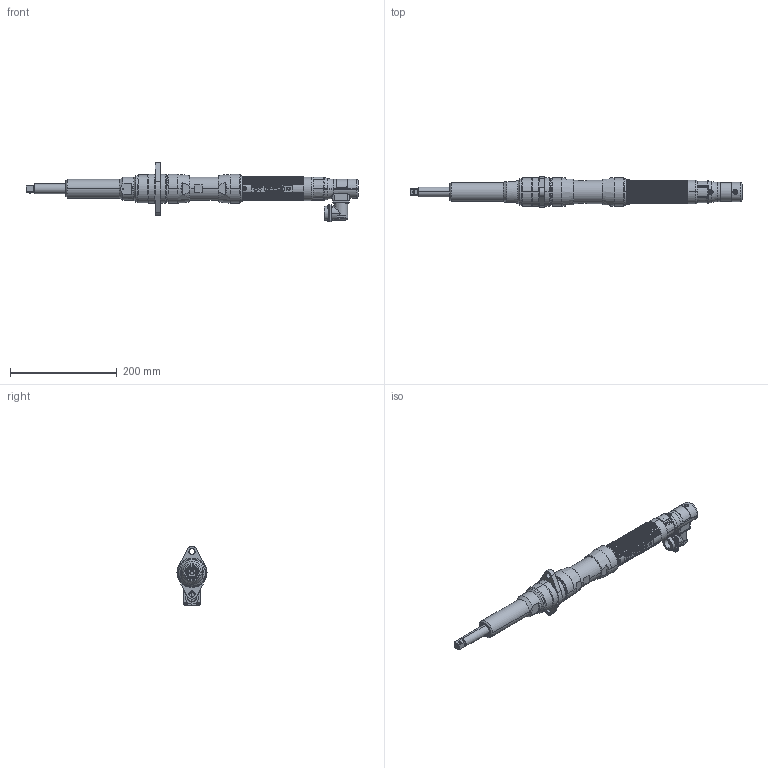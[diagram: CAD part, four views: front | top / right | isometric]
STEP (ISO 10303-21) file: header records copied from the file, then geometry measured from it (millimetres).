
FILE_DESCRIPTION((''),'2;1');
FILE_NAME('EB34MB1F2-75','2018-10-18T13:25:09',('CEG0317'),(''),'CREO PARAMETRIC BY PTC INC, 2017380','CREO PARAMETRIC BY PTC INC, 2017380','');
FILE_SCHEMA(('CONFIG_CONTROL_DESIGN'));
Length unit declared in the file: inch
Products named in the file (1): EB34MB1F2-75
Bounding box: 620.96 x 56.39 x 110.39 mm (x, y, z)
Surface area: 150568.7 mm2 (no closed solid volume)
Topology: 0 solids, 144 shells, 613 faces, 3505 edges, 2988 vertices
Faces by surface type: cylinder 275, plane 177, bspline 65, cone 49, torus 45, extrusion 2
Entity records: 46862 total; most frequent: CARTESIAN_POINT 21405, DIRECTION 4886, ORIENTED_EDGE 4362, EDGE_CURVE 3505, VERTEX_POINT 2988, VECTOR 1860, LINE 1858, AXIS2_PLACEMENT_3D 1513
